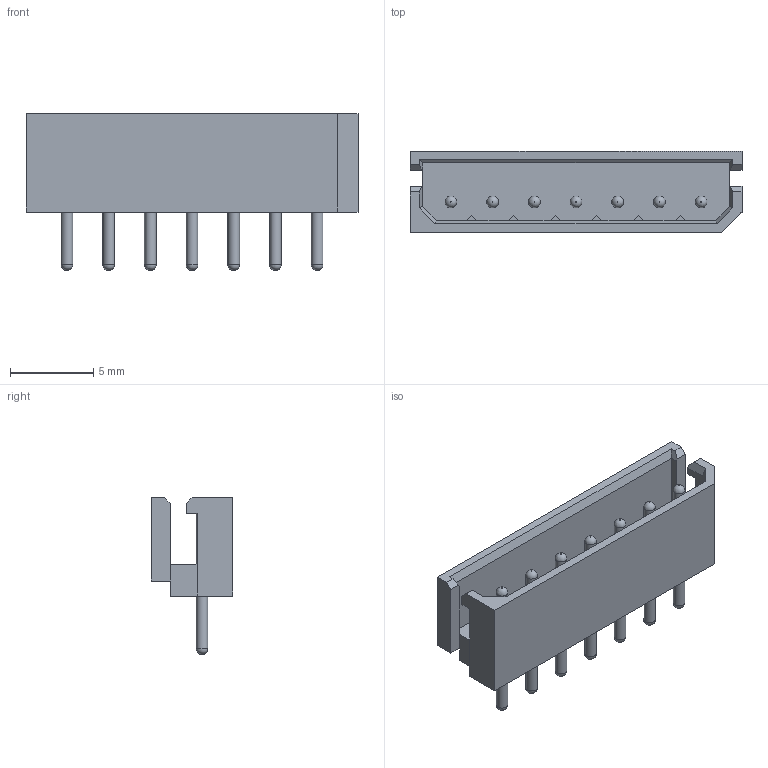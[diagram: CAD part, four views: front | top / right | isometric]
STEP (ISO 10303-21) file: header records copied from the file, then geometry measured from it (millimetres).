
FILE_DESCRIPTION(/* description */ ('Unknown'),/* implementation_level */ '2;1');
FILE_NAME(/* name */ 'J_Wurth_WR-WTB_64600711622',/* time_stamp */ '2025-05-23T09:24:59+08:00',/* author */ ('Unknown'),/* organization */ ('Unknown'),/* preprocessor_version */ 'ST-DEVELOPER v19.4',/* originating_system */ 'Solid Edge',/* authorisation */ 'Unknown');
FILE_SCHEMA (('AUTOMOTIVE_DESIGN {1 0 10303 214 3 1 1}'));
Length unit declared in the file: millimetre
Products named in the file (2): J_Wurth_WR-WTB_64600711622
Assembly tree (1 placements, depth 2):
  J_Wurth_WR-WTB_64600711622
    J_Wurth_WR-WTB_64600711622
Bounding box: 19.9 x 4.9 x 9.4 mm (x, y, z)
Volume: 303.6 mm3; surface area: 740 mm2
Topology: 1 solids, 1 shells, 109 faces, 248 edges, 155 vertices
Faces by surface type: plane 81, torus 14, cylinder 14
Full cylindrical faces by diameter (mm): 0.7 x14
Entity records: 3599 total; most frequent: DIRECTION 477, CARTESIAN_POINT 472, ORIENTED_EDGE 426, EDGE_CURVE 213, LINE 171, VECTOR 171, AXIS2_PLACEMENT_3D 153, EDGE_LOOP 151
